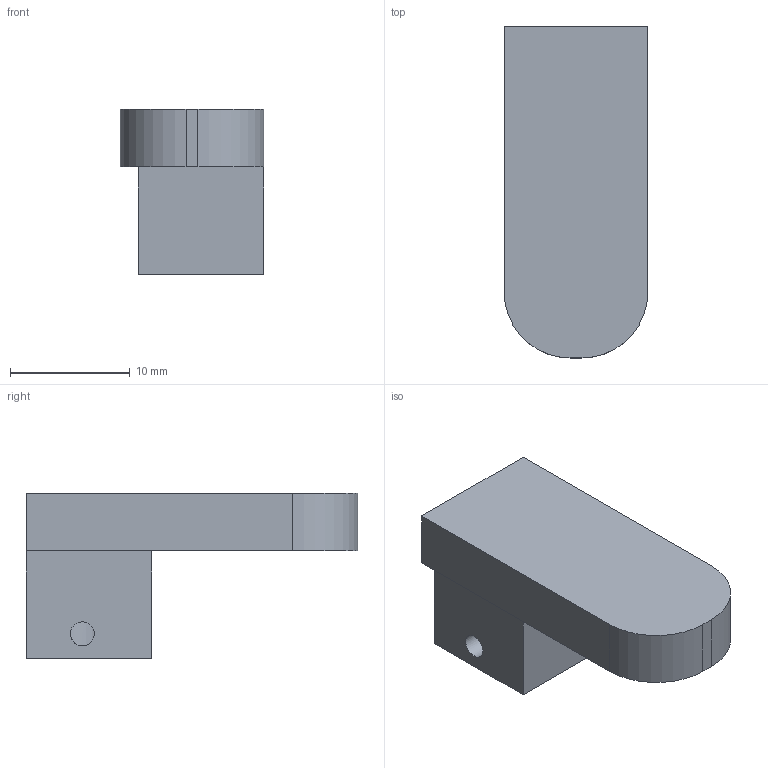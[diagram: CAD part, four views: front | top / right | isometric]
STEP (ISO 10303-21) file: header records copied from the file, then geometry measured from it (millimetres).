
FILE_DESCRIPTION(('FreeCAD Model'),'2;1');
FILE_NAME('lower_bearing_holder.step','2019-04-16T08:48:06',('Author'),(''), 'Open CASCADE STEP processor 6.9','FreeCAD','Unknown');
FILE_SCHEMA(('AUTOMOTIVE_DESIGN { 1 0 10303 214 1 1 1 1 }'));
Length unit declared in the file: millimetre
Products named in the file (1): Pad011
Bounding box: 12 x 27.72 x 13.8 mm (x, y, z)
Volume: 2016.1 mm3; surface area: 1700.8 mm2
Topology: 1 solids, 1 shells, 21 faces, 47 edges, 32 vertices
Faces by surface type: plane 14, cylinder 7
Full cylindrical faces by diameter (mm): 2 x3, 6 x1, 9.997 x1
Entity records: 1831 total; most frequent: CARTESIAN_POINT 816, DIRECTION 192, LINE 105, VECTOR 105, ORIENTED_EDGE 94, PCURVE 94, DEFINITIONAL_REPRESENTATION 94, EDGE_CURVE 47
